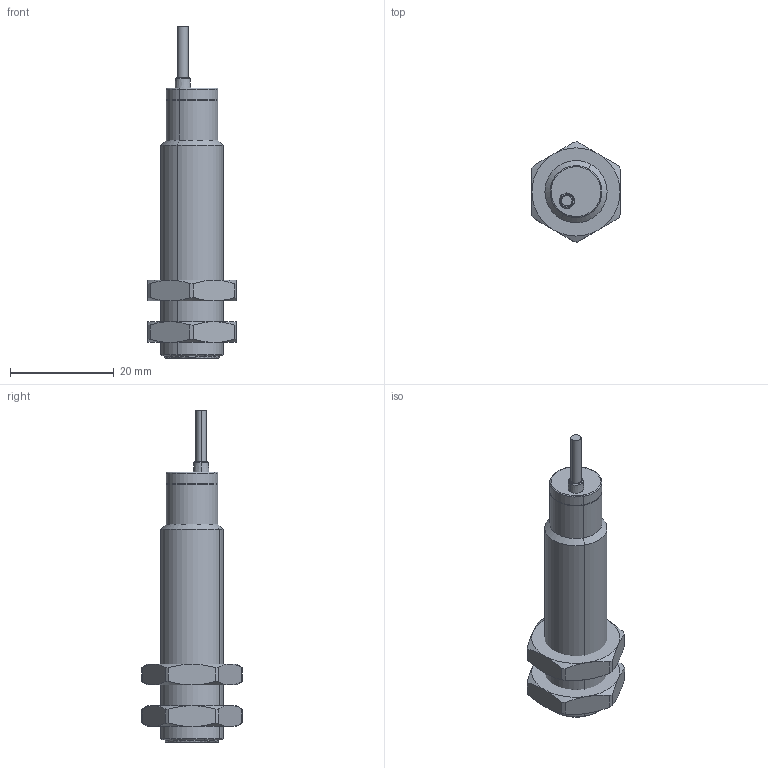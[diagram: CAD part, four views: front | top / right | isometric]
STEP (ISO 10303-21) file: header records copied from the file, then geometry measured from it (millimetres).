
FILE_DESCRIPTION(('STEP AP242'),'1');
FILE_NAME('xs212aanal10.stp','2021-08-12T21:23:55',('TraceParts'),('TraceParts S.A.'),'Spatial InterOp 3D',' ',' ');
FILE_SCHEMA(('AP242_MANAGED_MODEL_BASED_3D_ENGINEERING_MIM_LF {1 0 10303 442 1 1 4}'));
Length unit declared in the file: millimetre
Products named in the file (1): xs212aanal10_1
Bounding box: 17 x 19.33 x 64 mm (x, y, z)
Volume: 4272.5 mm3; surface area: 5284 mm2
Topology: 4 solids, 4 shells, 119 faces, 265 edges, 162 vertices
Faces by surface type: cone 43, plane 42, cylinder 26, torus 8
Entity records: 3621 total; most frequent: CARTESIAN_POINT 972, DIRECTION 551, ORIENTED_EDGE 530, EDGE_CURVE 265, AXIS2_PLACEMENT_3D 239, VERTEX_POINT 162, EDGE_LOOP 131, ADVANCED_FACE 119
